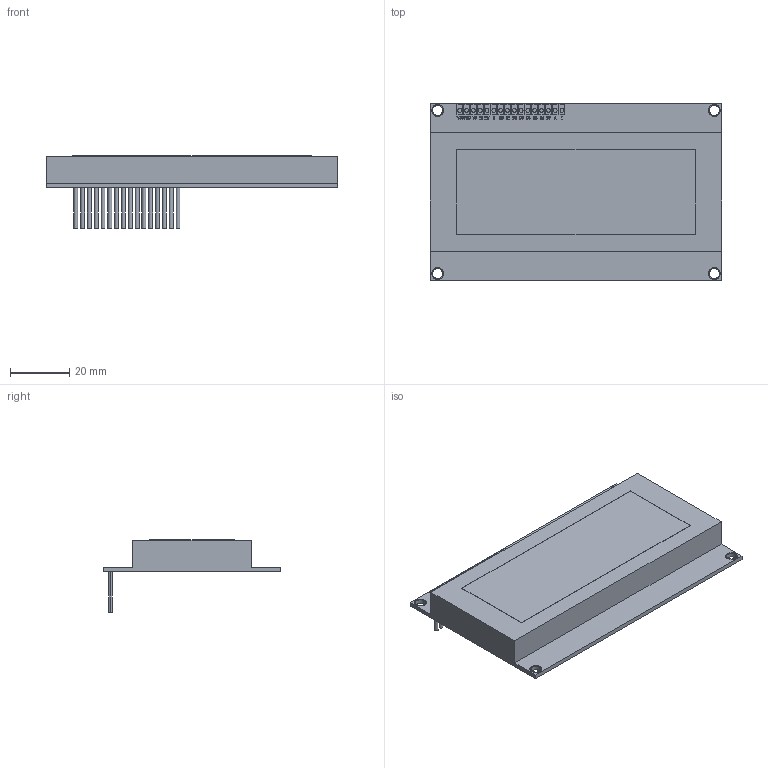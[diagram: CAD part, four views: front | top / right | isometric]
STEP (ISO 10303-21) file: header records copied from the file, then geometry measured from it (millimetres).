
FILE_DESCRIPTION (( 'STEP AP214' ), '1' );
FILE_NAME ('LCD2004.STEP', '2022-12-19T14:12:32', ( '' ), ( '' ), 'SwSTEP 2.0', 'SolidWorks 2021', '' );
FILE_SCHEMA (( 'AUTOMOTIVE_DESIGN' ));
Length unit declared in the file: millimetre
Products named in the file (1): LCD2004
Bounding box: 98.5 x 60.1 x 24.35 mm (x, y, z)
Volume: 45678.9 mm3; surface area: 15788.7 mm2
Topology: 1 solids, 1 shells, 638 faces, 1605 edges, 1070 vertices
Faces by surface type: plane 378, bspline 180, cylinder 80
Entity records: 35411 total; most frequent: CARTESIAN_POINT 14398, ORIENTED_EDGE 3210, DIRECTION 2323, EDGE_CURVE 1605, LINE 1085, VECTOR 1085, VERTEX_POINT 1070, EDGE_LOOP 747
